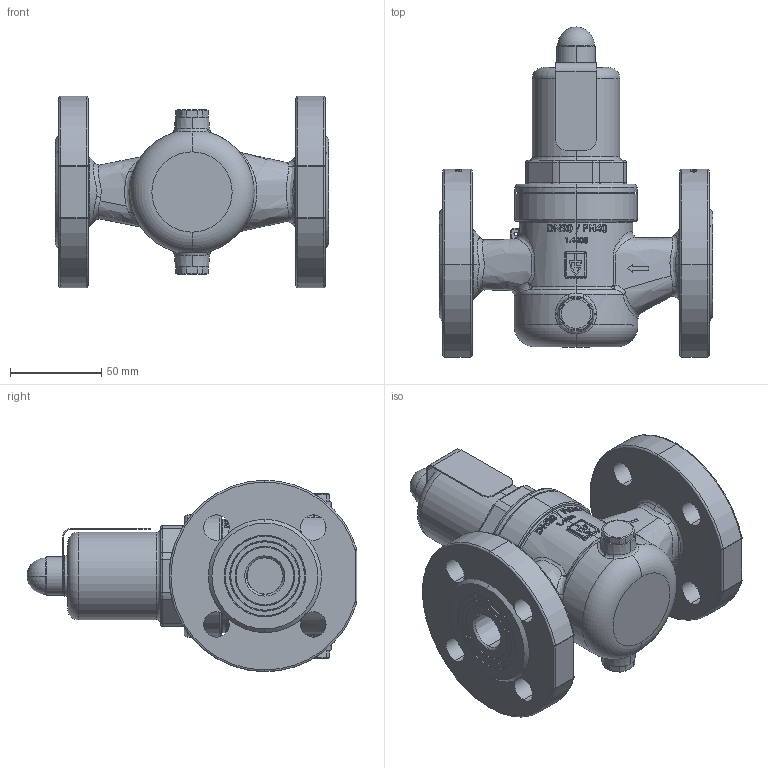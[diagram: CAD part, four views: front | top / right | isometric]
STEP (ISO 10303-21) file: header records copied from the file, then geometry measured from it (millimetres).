
FILE_DESCRIPTION (( 'STEP AP214' ), '1' );
FILE_NAME ('431mGFO-20 Dummy.STEP', '2012-02-22T14:10:15', ( 'Blankenhorn' ), ( '' ), 'SwSTEP 2.0', 'SolidWorks 2011', '' );
FILE_SCHEMA (( 'AUTOMOTIVE_DESIGN' ));
Length unit declared in the file: millimetre
Products named in the file (1): 431mGFO-20 Dummy
Bounding box: 150 x 180.9 x 105 mm (x, y, z)
Volume: 422150.5 mm3; surface area: 138417.8 mm2
Topology: 6 solids, 6 shells, 1271 faces, 3255 edges, 2074 vertices
Faces by surface type: plane 482, bspline 316, cylinder 283, cone 88, torus 86, sphere 16
Entity records: 73496 total; most frequent: CARTESIAN_POINT 31526, ORIENTED_EDGE 6460, DIRECTION 4895, EDGE_CURVE 3230, VERTEX_POINT 2071, AXIS2_PLACEMENT_3D 1832, EDGE_LOOP 1403, UNCERTAINTY_MEASURE_WITH_UNIT 1279
